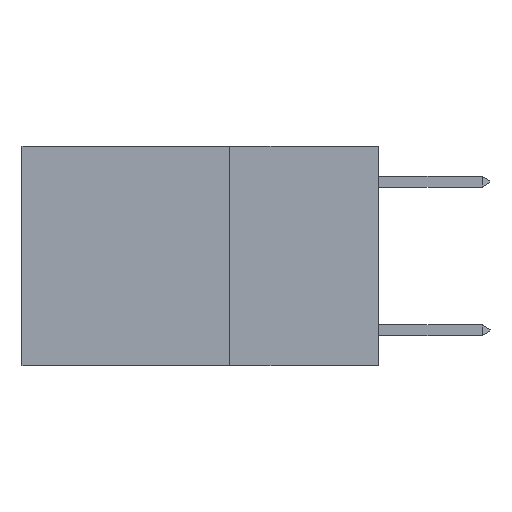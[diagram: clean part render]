
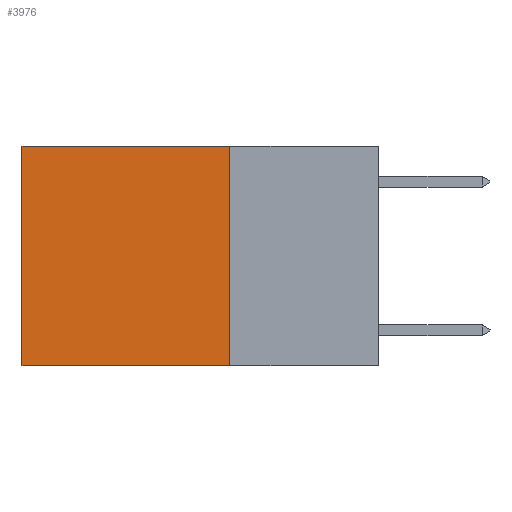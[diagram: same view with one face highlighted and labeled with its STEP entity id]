
A CAD part, left-side view. The second image highlights one B-rep face of the part: STEP entity #3976.
In plain terms, the highlighted planar face has unit normal (-1, 0, 0).
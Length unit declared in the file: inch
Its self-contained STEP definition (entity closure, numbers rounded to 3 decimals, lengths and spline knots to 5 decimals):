
#284 = EDGE_CURVE ( 'NONE', #6682, #11839, #3928, .T. ) ;
#890 = CARTESIAN_POINT ( 'NONE',  ( 0.2625, 0.25, -0.37 ) ) ;
#1127 = EDGE_LOOP ( 'NONE', ( #9405, #5434, #6694, #11827 ) ) ;
#1585 = LINE ( 'NONE', #3672, #9044 ) ;
#2094 = CARTESIAN_POINT ( 'NONE',  ( 0.2625, 0.25, 0. ) ) ;
#2300 = DIRECTION ( 'NONE',  ( 0., 0., -1. ) ) ;
#2339 = LINE ( 'NONE', #4464, #12447 ) ;
#2983 = EDGE_CURVE ( 'NONE', #12213, #10718, #1585, .T. ) ;
#3282 = DIRECTION ( 'NONE',  ( 1., 0., 0. ) ) ;
#3551 = DIRECTION ( 'NONE',  ( 0., 1., 0. ) ) ;
#3672 = CARTESIAN_POINT ( 'NONE',  ( 0.2625, 0.6, 0. ) ) ;
#3928 = LINE ( 'NONE', #7587, #5568 ) ;
#3976 = ADVANCED_FACE ( 'NONE', ( #7174 ), #9636, .F. ) ;
#4221 = DIRECTION ( 'NONE',  ( 0., 1., 0. ) ) ;
#4464 = CARTESIAN_POINT ( 'NONE',  ( 0.2625, 0.25, 0. ) ) ;
#4634 = LINE ( 'NONE', #890, #6473 ) ;
#5426 = DIRECTION ( 'NONE',  ( 0., 0., -1. ) ) ;
#5434 = ORIENTED_EDGE ( 'NONE', *, *, #9224, .F. ) ;
#5559 = EDGE_CURVE ( 'NONE', #6682, #12213, #2339, .T. ) ;
#5568 = VECTOR ( 'NONE', #2300, 39.37008 ) ;
#6473 = VECTOR ( 'NONE', #4221, 39.37008 ) ;
#6682 = VERTEX_POINT ( 'NONE', #2094 ) ;
#6694 = ORIENTED_EDGE ( 'NONE', *, *, #284, .F. ) ;
#7087 = CARTESIAN_POINT ( 'NONE',  ( 0.2625, 0.25, -0.37 ) ) ;
#7174 = FACE_OUTER_BOUND ( 'NONE', #1127, .T. ) ;
#7587 = CARTESIAN_POINT ( 'NONE',  ( 0.2625, 0.25, 0. ) ) ;
#8706 = CARTESIAN_POINT ( 'NONE',  ( 0.2625, 0.25, 0. ) ) ;
#8722 = CARTESIAN_POINT ( 'NONE',  ( 0.2625, 0.6, 0. ) ) ;
#9044 = VECTOR ( 'NONE', #12150, 39.37008 ) ;
#9224 = EDGE_CURVE ( 'NONE', #11839, #10718, #4634, .T. ) ;
#9405 = ORIENTED_EDGE ( 'NONE', *, *, #2983, .T. ) ;
#9636 = PLANE ( 'NONE',  #12888 ) ;
#10068 = CARTESIAN_POINT ( 'NONE',  ( 0.2625, 0.6, -0.37 ) ) ;
#10718 = VERTEX_POINT ( 'NONE', #10068 ) ;
#11827 = ORIENTED_EDGE ( 'NONE', *, *, #5559, .T. ) ;
#11839 = VERTEX_POINT ( 'NONE', #7087 ) ;
#12150 = DIRECTION ( 'NONE',  ( 0., 0., -1. ) ) ;
#12213 = VERTEX_POINT ( 'NONE', #8722 ) ;
#12447 = VECTOR ( 'NONE', #3551, 39.37008 ) ;
#12888 = AXIS2_PLACEMENT_3D ( 'NONE', #8706, #3282, #5426 ) ;
